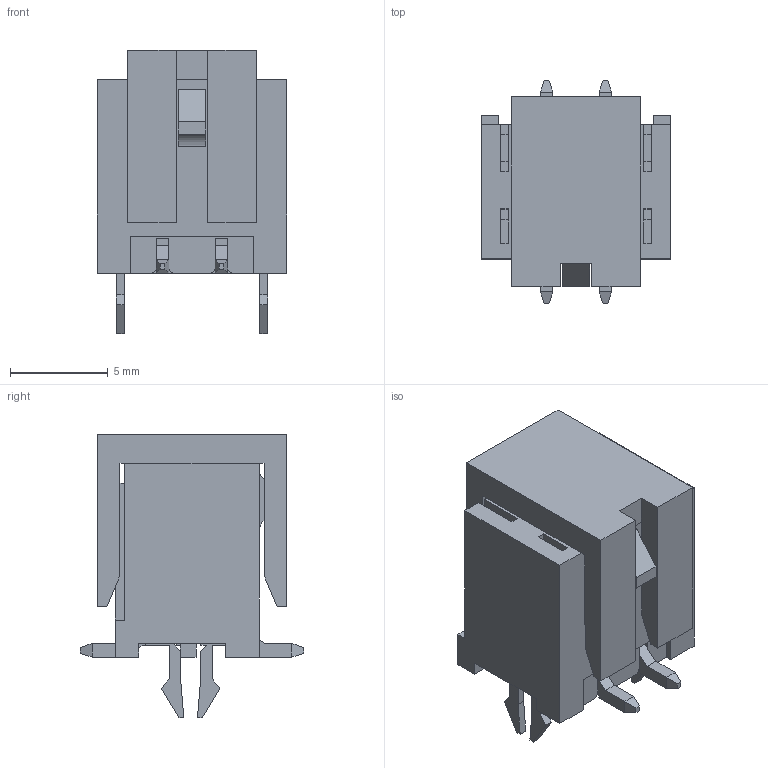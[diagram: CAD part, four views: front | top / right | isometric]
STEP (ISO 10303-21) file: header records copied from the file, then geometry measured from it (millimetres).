
FILE_DESCRIPTION(/* description */ ('Unknown'),/* implementation_level */ '2;1');
FILE_NAME(/* name */ 'J_Wurth_WR-MPC3_662304235922',/* time_stamp */ '2025-06-05T14:43:57+08:00',/* author */ ('Unknown'),/* organization */ ('Unknown'),/* preprocessor_version */ 'ST-DEVELOPER v19.4',/* originating_system */ 'Solid Edge',/* authorisation */ 'Unknown');
FILE_SCHEMA (('AUTOMOTIVE_DESIGN {1 0 10303 214 3 1 1}'));
Length unit declared in the file: millimetre
Products named in the file (2): J_Wurth_WR-MPC3_662304235922
Assembly tree (1 placements, depth 2):
  J_Wurth_WR-MPC3_662304235922
    J_Wurth_WR-MPC3_662304235922
Bounding box: 9.7 x 11.4 x 14.5 mm (x, y, z)
Volume: 615.4 mm3; surface area: 1356.3 mm2
Topology: 1 solids, 5 shells, 371 faces, 992 edges, 634 vertices
Faces by surface type: plane 356, cylinder 15
Entity records: 13889 total; most frequent: CARTESIAN_POINT 1999, ORIENTED_EDGE 1984, DIRECTION 1776, EDGE_CURVE 992, LINE 954, VECTOR 954, VERTEX_POINT 634, AXIS2_PLACEMENT_3D 411
